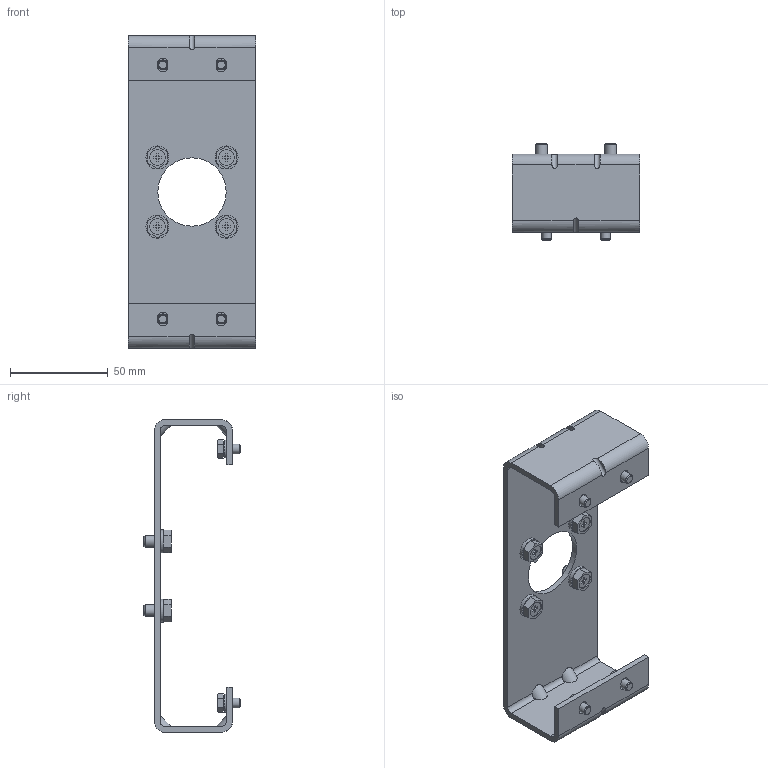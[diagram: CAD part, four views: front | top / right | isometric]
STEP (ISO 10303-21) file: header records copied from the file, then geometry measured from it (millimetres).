
FILE_DESCRIPTION(/* description */ ('STEP AP214'),/* implementation_level */ '2;1');
FILE_NAME(/* name */ '3886114_DARQ-K-X1-A2-F05-30-R1',/* time_stamp */ '2024-08-14T16:21:56+02:00',/* author */ ('License CC BY-ND 4.0'),/* organization */ ('CADENAS'),/* preprocessor_version */ 'ST-DEVELOPER v19.3',/* originating_system */ 'PARTsolutions',/* authorisation */ ' ');
FILE_SCHEMA (('AUTOMOTIVE_DESIGN {1 0 10303 214 3 1 1}'));
Length unit declared in the file: millimetre
Products named in the file (6): 3886114 DARQ-K-X1-A2-F05-30-R1; 3886114 DARQ-K-X1-A2-F05-30-R1_bef; Spring lock washer DIN 127 A6; 406558 GB9074.12-M6x10-A2-70; Spring lock washer DIN 127 A5.6; ISO 4017 M5x8(F)
Assembly tree (17 placements, depth 2):
  3886114 DARQ-K-X1-A2-F05-30-R1
    3886114 DARQ-K-X1-A2-F05-30-R1_bef
    Spring lock washer DIN 127 A6  x4
    406558 GB9074.12-M6x10-A2-70  x4
    Spring lock washer DIN 127 A5.6  x4
    ISO 4017 M5x8(F)  x4
Bounding box: 65 x 49.2 x 160 mm (x, y, z)
Volume: 52892.5 mm3; surface area: 40204.5 mm2
Topology: 17 solids, 17 shells, 311 faces, 744 edges, 487 vertices
Faces by surface type: plane 198, cylinder 77, cone 32, torus 4
Full cylindrical faces by diameter (mm): 5 x4, 6 x4, 6.5 x4, 6.88 x4, 8 x4, 35 x1
Entity records: 4495 total; most frequent: CARTESIAN_POINT 891, DIRECTION 718, ORIENTED_EDGE 690, EDGE_CURVE 345, AXIS2_PLACEMENT_3D 266, VERTEX_POINT 235, LINE 186, VECTOR 186
